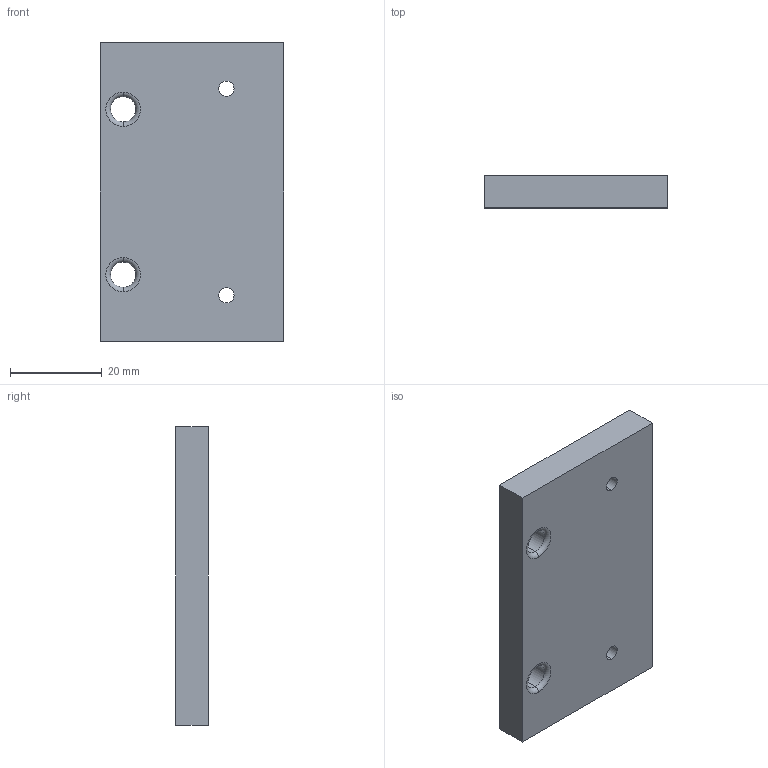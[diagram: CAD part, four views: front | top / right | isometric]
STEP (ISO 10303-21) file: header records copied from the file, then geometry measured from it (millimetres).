
FILE_DESCRIPTION (( 'STEP AP214' ), '1' );
FILE_NAME ('20251209_Kamera_halter_v01_RM.STEP', '2025-12-09T16:14:53', ( '' ), ( '' ), 'SwSTEP 2.0', 'SolidWorks 2024', '' );
FILE_SCHEMA (( 'AUTOMOTIVE_DESIGN' ));
Length unit declared in the file: millimetre
Products named in the file (1): 20251209_Kamera_halter_v01_RM
Bounding box: 40 x 7 x 65 mm (x, y, z)
Volume: 17734.6 mm3; surface area: 6905.8 mm2
Topology: 1 solids, 1 shells, 22 faces, 52 edges, 32 vertices
Faces by surface type: torus 8, cylinder 8, plane 6
Entity records: 683 total; most frequent: DIRECTION 130, CARTESIAN_POINT 107, ORIENTED_EDGE 104, AXIS2_PLACEMENT_3D 55, EDGE_CURVE 52, CIRCLE 32, VERTEX_POINT 32, EDGE_LOOP 30
